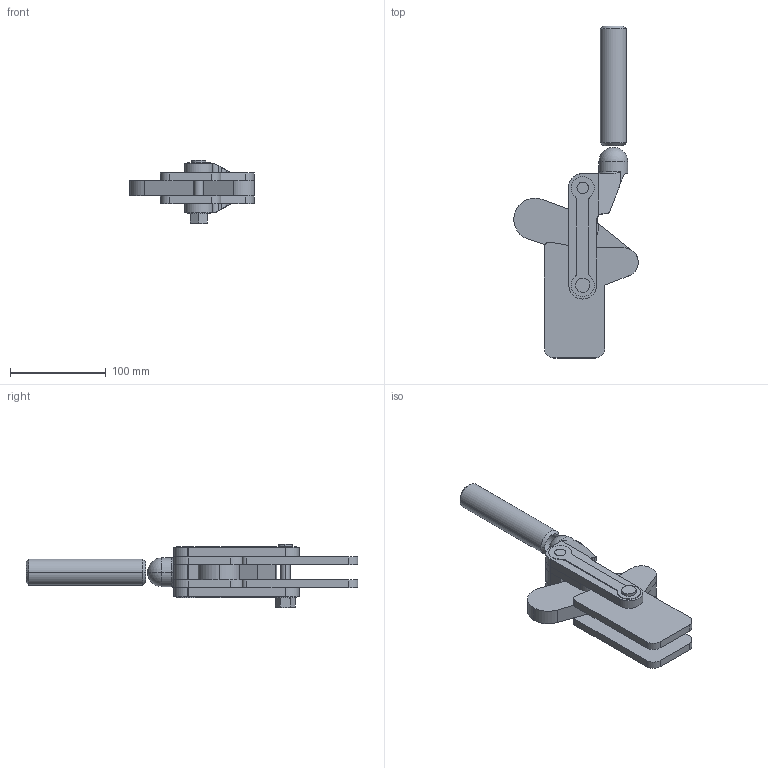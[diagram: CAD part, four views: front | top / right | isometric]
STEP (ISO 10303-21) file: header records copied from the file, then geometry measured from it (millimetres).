
FILE_DESCRIPTION (( 'STEP AP214' ), '1' );
FILE_NAME ('GH-72415(Â²¤Æ)-1.STEP', '2020-03-10T03:08:43', ( 'LinWei' ), ( '' ), 'SwSTEP 2.0', 'SolidWorks 2016', '' );
FILE_SCHEMA (( 'AUTOMOTIVE_DESIGN' ));
Length unit declared in the file: millimetre
Products named in the file (6): 472410125-1^GH-72415(簡化)-1; 27241008-1^GH-72415(簡化)-1; Group2^GH-72415(簡化)-1; Group1^GH-72415(簡化)-1; Group5^GH-72415(簡化)-1; GH-72415(簡化)-1
Assembly tree (5 placements, depth 2):
  GH-72415(簡化)-1
    Group5^GH-72415(簡化)-1
    Group1^GH-72415(簡化)-1
    Group2^GH-72415(簡化)-1
    27241008-1^GH-72415(簡化)-1
    472410125-1^GH-72415(簡化)-1
Bounding box: 130 x 346.85 x 66.8 mm (x, y, z)
Volume: 414157.2 mm3; surface area: 120628.3 mm2
Topology: 5 solids, 5 shells, 170 faces, 442 edges, 288 vertices
Faces by surface type: cylinder 78, plane 72, cone 16, torus 2, sphere 2
Entity records: 5627 total; most frequent: CARTESIAN_POINT 1114, DIRECTION 933, ORIENTED_EDGE 876, EDGE_CURVE 438, AXIS2_PLACEMENT_3D 355, VERTEX_POINT 286, LINE 223, VECTOR 223
